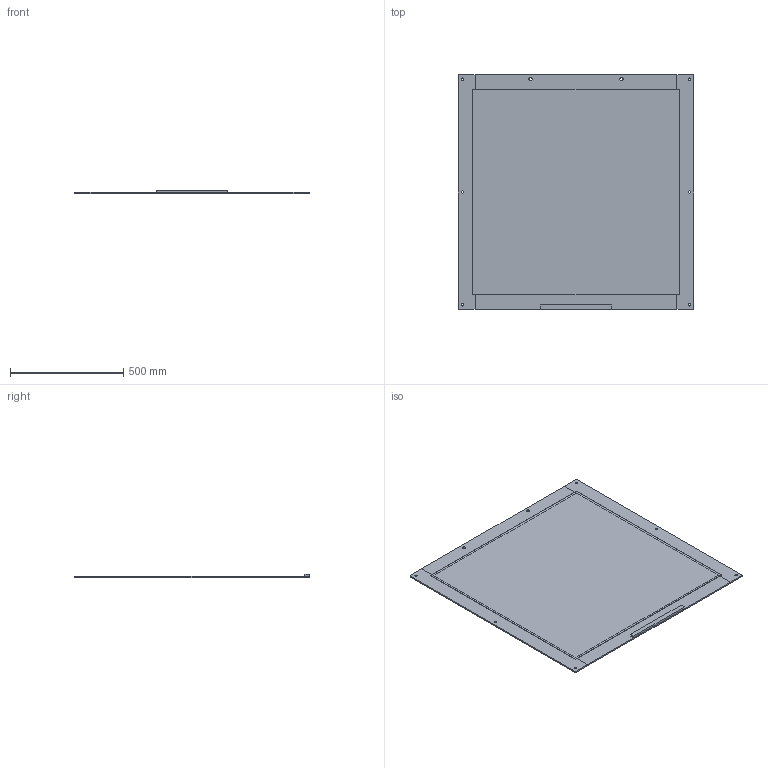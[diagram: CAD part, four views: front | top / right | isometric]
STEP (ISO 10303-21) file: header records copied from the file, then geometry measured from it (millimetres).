
FILE_DESCRIPTION (( 'STEP AP203' ), '1' );
FILE_NAME ('432N06S05-飛輪護罩.STEP', '2023-10-02T08:28:52', ( '' ), ( '' ), 'SwSTEP 2.0', 'SolidWorks 2018', '' );
FILE_SCHEMA (( 'CONFIG_CONTROL_DESIGN' ));
Length unit declared in the file: millimetre
Products named in the file (1): 432N06S05-飛輪護罩
Bounding box: 1040 x 1035 x 16 mm (x, y, z)
Volume: 3108103.2 mm3; surface area: 2299460.7 mm2
Topology: 6 solids, 6 shells, 48 faces, 115 edges, 79 vertices
Faces by surface type: plane 36, cylinder 12
Full cylindrical faces by diameter (mm): 10 x6, 15 x2
Entity records: 1395 total; most frequent: DIRECTION 222, CARTESIAN_POINT 221, ORIENTED_EDGE 200, EDGE_CURVE 100, LINE 76, VECTOR 76, AXIS2_PLACEMENT_3D 73, VERTEX_POINT 72
